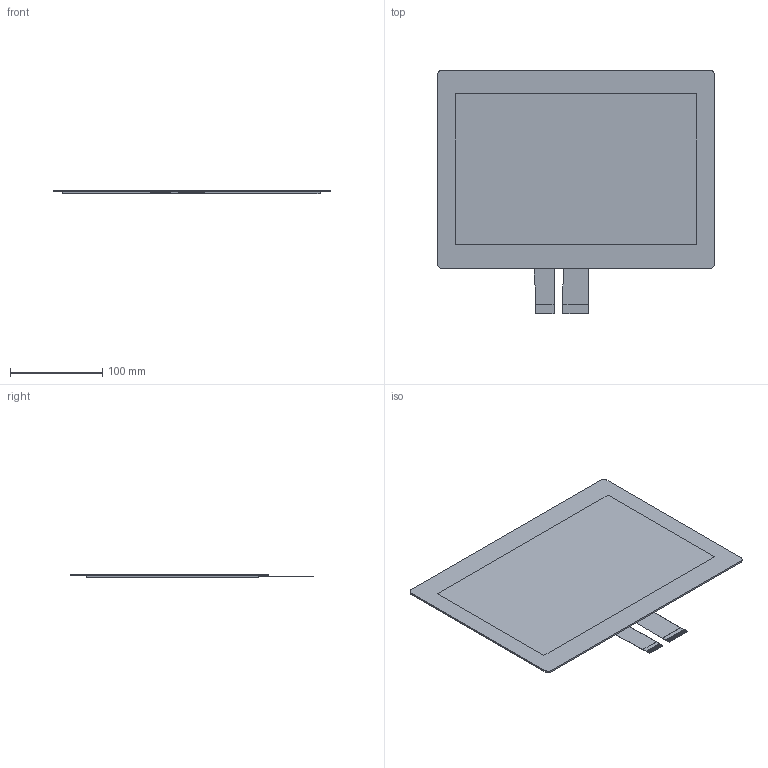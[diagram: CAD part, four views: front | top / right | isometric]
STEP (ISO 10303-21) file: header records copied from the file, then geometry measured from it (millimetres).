
FILE_DESCRIPTION(/* description */ (''),/* implementation_level */ '2;1');
FILE_NAME(/* name */ 'DUS-LA121WB060B2A.stp',/* time_stamp */ '2023-07-05T09:29:35+09:00',/* author */ ('n-hirata'),/* organization */ (''),/* preprocessor_version */ 'ST-DEVELOPER v18.1',/* originating_system */ 'Autodesk Inventor 2020',/* authorisation */ '');
FILE_SCHEMA (('CONFIG_CONTROL_DESIGN'));
Length unit declared in the file: millimetre
Products named in the file (1): DUS-LA121WB060B2A
Bounding box: 299.5 x 263.95 x 4.3 mm (x, y, z)
Volume: 241792.9 mm3; surface area: 223925.1 mm2
Topology: 1 solids, 2 shells, 425 faces, 1269 edges, 866 vertices
Faces by surface type: plane 420, cylinder 5
Entity records: 14013 total; most frequent: CARTESIAN_POINT 2547, ORIENTED_EDGE 2510, DIRECTION 2117, EDGE_CURVE 1255, LINE 1245, VECTOR 1245, VERTEX_POINT 838, AXIS2_PLACEMENT_3D 436
